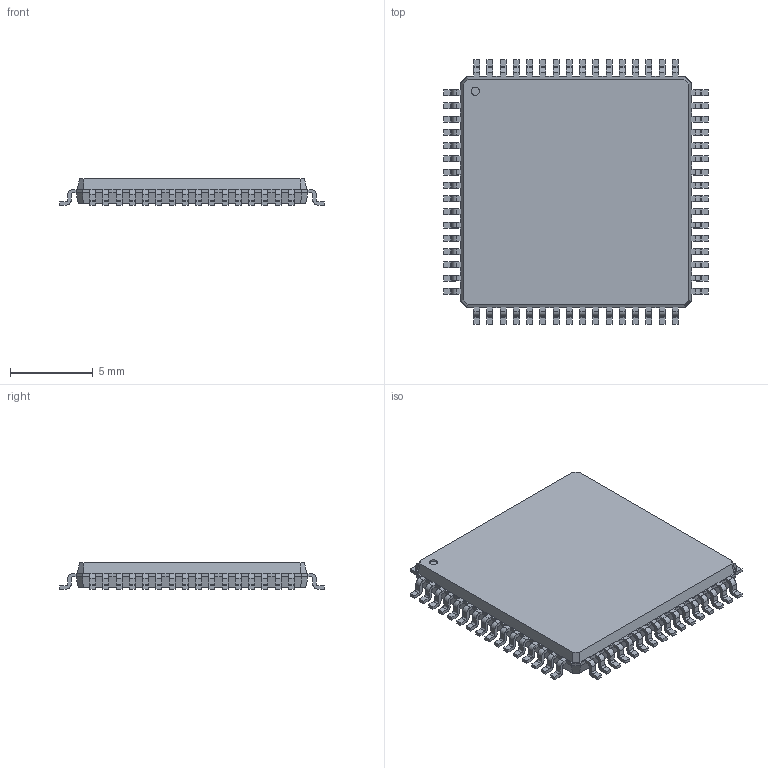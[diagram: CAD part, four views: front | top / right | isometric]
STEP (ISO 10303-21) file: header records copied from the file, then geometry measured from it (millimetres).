
FILE_DESCRIPTION(('FreeCAD Model'),'2;1');
FILE_NAME('lqfp64_14x14_p08.step', '2015-12-12T22:39:08',('Author'),(''), 'Open CASCADE STEP processor 6.8','FreeCAD','Unknown');
FILE_SCHEMA(('AUTOMOTIVE_DESIGN_CC2 { 1 2 10303 214 -1 1 5 4 }'));
Products named in the file (1): lqfp64_14x14_p08
Bounding box: 16 x 16 x 1.6 mm (x, y, z)
Volume: 293 mm3; surface area: 571 mm2
Topology: 1 solids, 1 shells, 996 faces, 2699 edges, 1706 vertices
Faces by surface type: plane 651, cylinder 257, bspline 88
Full cylindrical faces by diameter (mm): 0.5 x1
Entity records: 73374 total; most frequent: CARTESIAN_POINT 13120, DIRECTION 9781, LINE 6677, VECTOR 6677, ORIENTED_EDGE 5398, PCURVE 5398, DEFINITIONAL_REPRESENTATION 5398, EDGE_CURVE 2699
